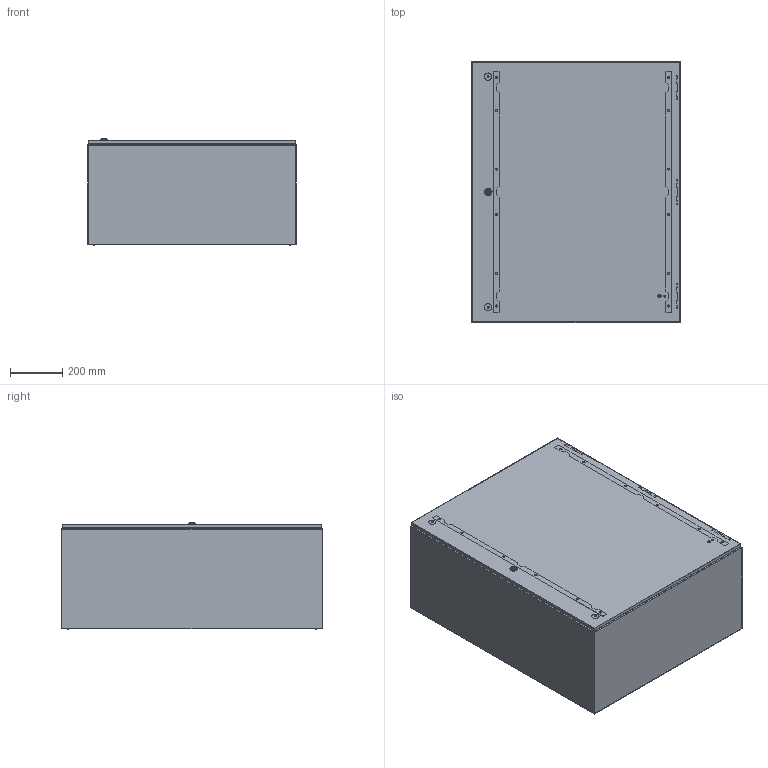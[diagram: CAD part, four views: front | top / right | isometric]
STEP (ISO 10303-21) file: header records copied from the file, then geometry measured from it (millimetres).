
FILE_DESCRIPTION (( 'STEP AP214' ), '1' );
FILE_NAME ('3351-8010-40-10.step', '2024-01-10T07:38:42', ( '' ), ( '' ), 'SwSTEP 2.0', 'SolidWorks 2019', '' );
FILE_SCHEMA (( 'AUTOMOTIVE_DESIGN' ));
Length unit declared in the file: millimetre
Products named in the file (5): 3351-8010-40-10; Tuer_wgES_3351-8010-00-90; Montageplattenbeipack_wgES_8010; Montageplatte_wg_0331-8010-00-13; Korpus_wgES_8010-40
Assembly tree (4 placements, depth 2):
  3351-8010-40-10
    Korpus_wgES_8010-40
    Tuer_wgES_3351-8010-00-90
    Montageplatte_wg_0331-8010-00-13
    Montageplattenbeipack_wgES_8010
Bounding box: 800 x 1000 x 407 mm (x, y, z)
Volume: 6861029.6 mm3; surface area: 8075250.4 mm2
Topology: 36 solids, 36 shells, 1761 faces, 4431 edges, 2866 vertices
Faces by surface type: plane 948, cylinder 697, cone 66, torus 30, sphere 20
Entity records: 56789 total; most frequent: CARTESIAN_POINT 10245, DIRECTION 9407, ORIENTED_EDGE 8838, EDGE_CURVE 4419, AXIS2_PLACEMENT_3D 3396, VERTEX_POINT 2866, VECTOR 2615, LINE 2615
